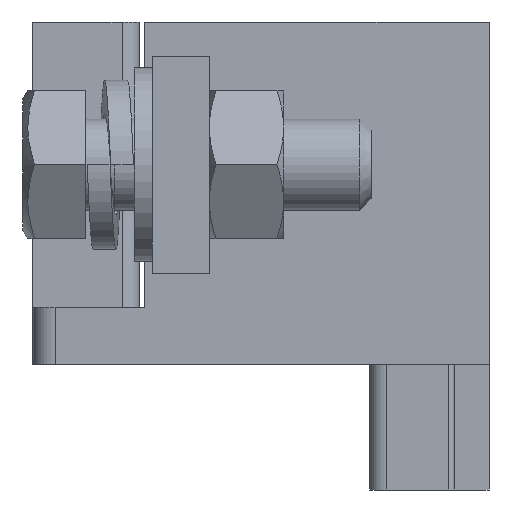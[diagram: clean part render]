
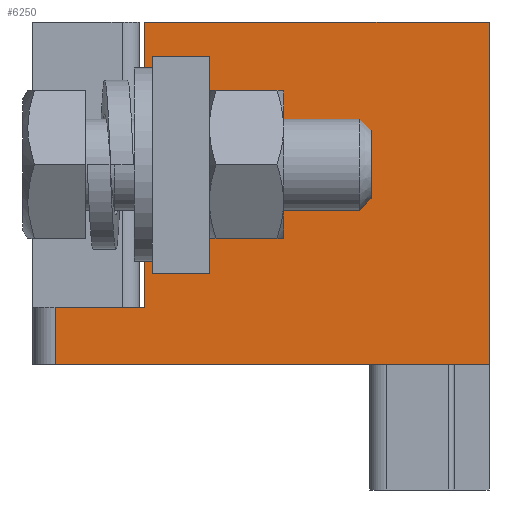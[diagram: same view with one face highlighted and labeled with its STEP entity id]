
A CAD part, left-side view. The second image highlights one B-rep face of the part: STEP entity #6250.
In plain terms, the highlighted planar face has unit normal (-1, 0, 0).
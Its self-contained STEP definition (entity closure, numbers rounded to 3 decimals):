
#605=PLANE('',#9441);
#1874=ORIENTED_EDGE('',*,*,#3208,.F.);
#1875=ORIENTED_EDGE('',*,*,#2696,.T.);
#1876=ORIENTED_EDGE('',*,*,#3221,.T.);
#1877=ORIENTED_EDGE('',*,*,#3195,.F.);
#1878=ORIENTED_EDGE('',*,*,#3204,.T.);
#1879=ORIENTED_EDGE('',*,*,#3207,.T.);
#1880=ORIENTED_EDGE('',*,*,#2734,.F.);
#1881=ORIENTED_EDGE('',*,*,#3222,.F.);
#1882=ORIENTED_EDGE('',*,*,#2722,.F.);
#1883=ORIENTED_EDGE('',*,*,#2885,.T.);
#2696=EDGE_CURVE('',#3600,#3601,#4202,.T.);
#2722=EDGE_CURVE('',#3623,#3624,#4212,.T.);
#2734=EDGE_CURVE('',#3634,#3636,#4224,.T.);
#2885=EDGE_CURVE('',#3623,#3636,#4309,.T.);
#3195=EDGE_CURVE('',#3925,#3926,#4508,.T.);
#3204=EDGE_CURVE('',#3925,#3929,#4516,.T.);
#3207=EDGE_CURVE('',#3929,#3931,#4519,.T.);
#3208=EDGE_CURVE('',#3600,#3931,#4520,.T.);
#3221=EDGE_CURVE('',#3601,#3926,#4525,.F.);
#3222=EDGE_CURVE('',#3624,#3634,#4526,.T.);
#3600=VERTEX_POINT('',#11800);
#3601=VERTEX_POINT('',#11801);
#3623=VERTEX_POINT('',#11849);
#3624=VERTEX_POINT('',#11851);
#3634=VERTEX_POINT('',#11875);
#3636=VERTEX_POINT('',#11878);
#3925=VERTEX_POINT('',#12810);
#3926=VERTEX_POINT('',#12811);
#3929=VERTEX_POINT('',#12823);
#3931=VERTEX_POINT('',#12829);
#4202=LINE('',#11799,#4680);
#4212=LINE('',#11850,#4690);
#4224=LINE('',#11877,#4702);
#4309=LINE('',#12178,#4787);
#4508=LINE('',#12809,#4986);
#4516=LINE('',#12824,#4994);
#4519=LINE('',#12830,#4997);
#4520=LINE('',#12832,#4998);
#4525=LINE('',#12862,#5003);
#4526=LINE('',#12864,#5004);
#4680=VECTOR('',#9754,1000.);
#4690=VECTOR('',#9798,1000.);
#4702=VECTOR('',#9816,1000.);
#4787=VECTOR('',#10133,1000.);
#4986=VECTOR('',#10818,1000.);
#4994=VECTOR('',#10830,1000.);
#4997=VECTOR('',#10835,1000.);
#4998=VECTOR('',#10838,1000.);
#5003=VECTOR('',#10881,1000.);
#5004=VECTOR('',#10884,1000.);
#5368=EDGE_LOOP('',(#1874,#1875,#1876,#1877,#1878,#1879));
#5369=EDGE_LOOP('',(#1880,#1881,#1882,#1883));
#5818=FACE_BOUND('',#5368,.T.);
#5819=FACE_BOUND('',#5369,.T.);
#6250=ADVANCED_FACE('',(#5818,#5819),#605,.F.);
#9441=AXIS2_PLACEMENT_3D('',#12863,#10882,#10883);
#9754=DIRECTION('',(0.,1.,0.));
#9798=DIRECTION('',(0.,-1.,0.));
#9816=DIRECTION('',(0.,1.,0.));
#10133=DIRECTION('',(0.,0.,1.));
#10818=DIRECTION('',(0.,1.,0.));
#10830=DIRECTION('',(0.,0.,1.));
#10835=DIRECTION('',(0.,1.,0.));
#10838=DIRECTION('',(0.,0.,1.));
#10881=DIRECTION('',(0.,0.,1.));
#10882=DIRECTION('',(1.,0.,0.));
#10883=DIRECTION('',(0.,0.,-1.));
#10884=DIRECTION('',(0.,0.,1.));
#11799=CARTESIAN_POINT('',(-25.,0.,-25.));
#11800=CARTESIAN_POINT('',(-25.,5.65,-25.));
#11801=CARTESIAN_POINT('',(-25.,13.5,-25.));
#11849=CARTESIAN_POINT('',(-25.,5.,-22.));
#11850=CARTESIAN_POINT('',(-25.,5.,-22.));
#11851=CARTESIAN_POINT('',(-25.,0.,-22.));
#11875=CARTESIAN_POINT('',(-25.,0.,-3.));
#11877=CARTESIAN_POINT('',(-25.,5.,-3.));
#11878=CARTESIAN_POINT('',(-25.,5.,-3.));
#12178=CARTESIAN_POINT('',(-25.,5.,-12.5));
#12809=CARTESIAN_POINT('',(-25.,-24.5,-30.));
#12810=CARTESIAN_POINT('',(-25.,-24.5,-30.));
#12811=CARTESIAN_POINT('',(-25.,13.5,-30.));
#12823=CARTESIAN_POINT('',(-25.,-24.5,0.));
#12824=CARTESIAN_POINT('',(-25.,-24.5,-30.));
#12829=CARTESIAN_POINT('',(-25.,5.65,0.));
#12830=CARTESIAN_POINT('',(-25.,-24.5,0.));
#12832=CARTESIAN_POINT('',(-25.,5.65,-30.));
#12862=CARTESIAN_POINT('',(-25.,13.5,-30.));
#12863=CARTESIAN_POINT('',(-25.,-24.5,-30.));
#12864=CARTESIAN_POINT('',(-25.,0.,-25.));
